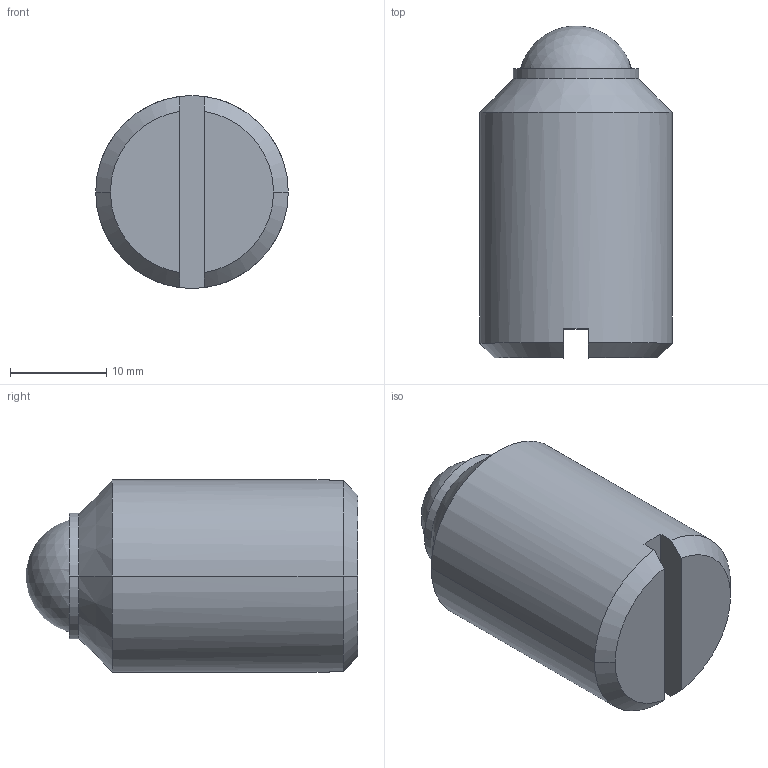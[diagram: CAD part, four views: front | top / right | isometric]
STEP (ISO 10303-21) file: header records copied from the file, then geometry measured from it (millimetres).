
FILE_DESCRIPTION( ( '' ), '1' );
FILE_NAME( 'K0309.20_(0).stp', '2012-10-30T14:12:28', ( '' ), ( '' ), ' ', ' ', ' ' );
FILE_SCHEMA( ( 'CONFIG_CONTROL_DESIGN' ) );
Length unit declared in the file: millimetre
Products named in the file (1): 1
Bounding box: 20 x 34.46 x 20 mm (x, y, z)
Volume: 8929.3 mm3; surface area: 2807.7 mm2
Topology: 1 solids, 2 shells, 23 faces, 50 edges, 32 vertices
Faces by surface type: cylinder 8, plane 7, cone 6, sphere 2
Entity records: 680 total; most frequent: DIRECTION 120, CARTESIAN_POINT 114, ORIENTED_EDGE 100, AXIS2_PLACEMENT_3D 50, EDGE_CURVE 50, VERTEX_POINT 32, EDGE_LOOP 26, CIRCLE 26
